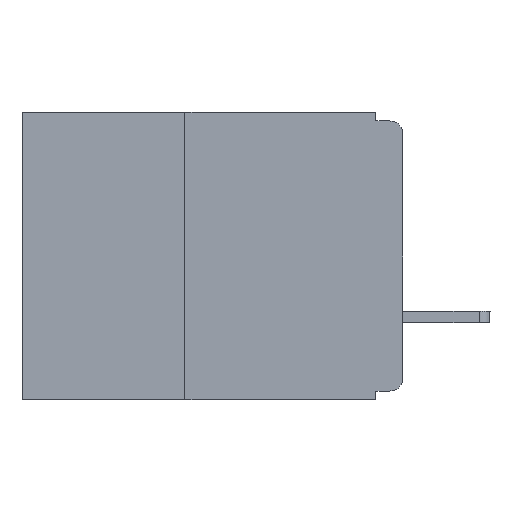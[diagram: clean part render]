
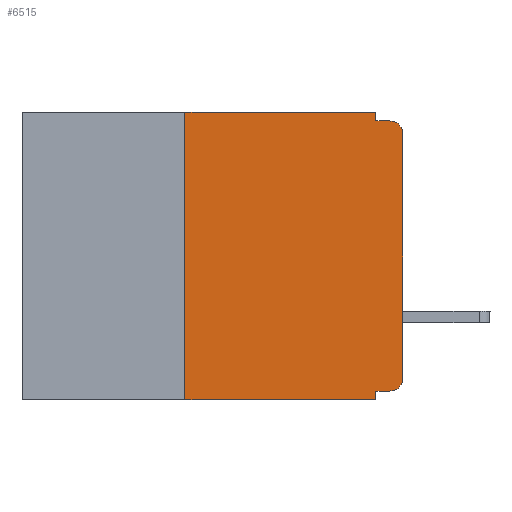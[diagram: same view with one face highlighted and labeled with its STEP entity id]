
A CAD part, left-side view. The second image highlights one B-rep face of the part: STEP entity #6515.
In plain terms, the highlighted planar face has unit normal (-1, 0, 0).
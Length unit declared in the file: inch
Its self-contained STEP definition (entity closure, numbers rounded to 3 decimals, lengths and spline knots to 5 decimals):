
#55 = DIRECTION ( 'NONE',  ( -1., 0., 0. ) ) ;
#89 = EDGE_CURVE ( 'NONE', #9947, #5635, #5188, .T. ) ;
#161 = CARTESIAN_POINT ( 'NONE',  ( 0., 0.015, -0.32 ) ) ;
#276 = DIRECTION ( 'NONE',  ( 0., -1., 0. ) ) ;
#488 = CARTESIAN_POINT ( 'NONE',  ( 0., 0., -0.305 ) ) ;
#516 = CARTESIAN_POINT ( 'NONE',  ( 0., 0.031, -0.01 ) ) ;
#701 = ORIENTED_EDGE ( 'NONE', *, *, #4820, .T. ) ;
#925 = LINE ( 'NONE', #10231, #7924 ) ;
#1298 = ORIENTED_EDGE ( 'NONE', *, *, #9178, .F. ) ;
#1736 = LINE ( 'NONE', #5912, #3188 ) ;
#1860 = DIRECTION ( 'NONE',  ( 0., 0., -1. ) ) ;
#2157 = VERTEX_POINT ( 'NONE', #3458 ) ;
#2173 = CARTESIAN_POINT ( 'NONE',  ( 0., 0.031, -0.33 ) ) ;
#2335 = ORIENTED_EDGE ( 'NONE', *, *, #8913, .F. ) ;
#2564 = VECTOR ( 'NONE', #2980, 39.37008 ) ;
#2847 = CARTESIAN_POINT ( 'NONE',  ( 0., 0.015, -0.01 ) ) ;
#2980 = DIRECTION ( 'NONE',  ( 0., -1., 0. ) ) ;
#3188 = VECTOR ( 'NONE', #6856, 39.37008 ) ;
#3269 = VECTOR ( 'NONE', #7858, 39.37008 ) ;
#3330 = VERTEX_POINT ( 'NONE', #488 ) ;
#3458 = CARTESIAN_POINT ( 'NONE',  ( 0., 0., -0.025 ) ) ;
#3482 = CARTESIAN_POINT ( 'NONE',  ( 0., 0.25, 0. ) ) ;
#3567 = ORIENTED_EDGE ( 'NONE', *, *, #9914, .F. ) ;
#3612 = PLANE ( 'NONE',  #4904 ) ;
#3659 = CARTESIAN_POINT ( 'NONE',  ( 0., 0.015, -0.305 ) ) ;
#3739 = LINE ( 'NONE', #4718, #2564 ) ;
#3794 = DIRECTION ( 'NONE',  ( 0., 0., 1. ) ) ;
#3852 = EDGE_CURVE ( 'NONE', #3330, #2157, #1736, .T. ) ;
#3855 = VECTOR ( 'NONE', #3794, 39.37008 ) ;
#4418 = EDGE_CURVE ( 'NONE', #6746, #5635, #3739, .T. ) ;
#4524 = AXIS2_PLACEMENT_3D ( 'NONE', #4584, #5554, #5518 ) ;
#4543 = DIRECTION ( 'NONE',  ( 0., 0., -1. ) ) ;
#4584 = CARTESIAN_POINT ( 'NONE',  ( 0., 0.015, -0.025 ) ) ;
#4632 = DIRECTION ( 'NONE',  ( 0., 1., 0. ) ) ;
#4718 = CARTESIAN_POINT ( 'NONE',  ( 0., 0.437, -0.33 ) ) ;
#4820 = EDGE_CURVE ( 'NONE', #9072, #3330, #10295, .T. ) ;
#4855 = VERTEX_POINT ( 'NONE', #2847 ) ;
#4904 = AXIS2_PLACEMENT_3D ( 'NONE', #9087, #10027, #4543 ) ;
#4975 = ORIENTED_EDGE ( 'NONE', *, *, #89, .F. ) ;
#5043 = CARTESIAN_POINT ( 'NONE',  ( 0., 0., -0.01 ) ) ;
#5180 = CIRCLE ( 'NONE', #4524, 0.015 ) ;
#5188 = LINE ( 'NONE', #7482, #9010 ) ;
#5505 = AXIS2_PLACEMENT_3D ( 'NONE', #3659, #55, #9216 ) ;
#5518 = DIRECTION ( 'NONE',  ( 0., 0., -1. ) ) ;
#5539 = ORIENTED_EDGE ( 'NONE', *, *, #5562, .F. ) ;
#5545 = CARTESIAN_POINT ( 'NONE',  ( 0., 0.031, 0. ) ) ;
#5554 = DIRECTION ( 'NONE',  ( -1., 0., 0. ) ) ;
#5562 = EDGE_CURVE ( 'NONE', #7357, #5781, #10874, .T. ) ;
#5615 = VECTOR ( 'NONE', #1860, 39.37008 ) ;
#5635 = VERTEX_POINT ( 'NONE', #2173 ) ;
#5736 = LINE ( 'NONE', #9396, #3855 ) ;
#5781 = VERTEX_POINT ( 'NONE', #516 ) ;
#5820 = CARTESIAN_POINT ( 'NONE',  ( 0., 0.031, 0. ) ) ;
#5912 = CARTESIAN_POINT ( 'NONE',  ( 0., 0., 0. ) ) ;
#5952 = ORIENTED_EDGE ( 'NONE', *, *, #8253, .T. ) ;
#6317 = FACE_OUTER_BOUND ( 'NONE', #9653, .T. ) ;
#6323 = ORIENTED_EDGE ( 'NONE', *, *, #4418, .T. ) ;
#6483 = ORIENTED_EDGE ( 'NONE', *, *, #7841, .F. ) ;
#6515 = ADVANCED_FACE ( 'NONE', ( #6317 ), #3612, .F. ) ;
#6746 = VERTEX_POINT ( 'NONE', #11999 ) ;
#6856 = DIRECTION ( 'NONE',  ( 0., 0., 1. ) ) ;
#6979 = ORIENTED_EDGE ( 'NONE', *, *, #3852, .T. ) ;
#7357 = VERTEX_POINT ( 'NONE', #5820 ) ;
#7482 = CARTESIAN_POINT ( 'NONE',  ( 0., 0.031, -0.33 ) ) ;
#7841 = EDGE_CURVE ( 'NONE', #5781, #4855, #9369, .T. ) ;
#7858 = DIRECTION ( 'NONE',  ( 0., -1., 0. ) ) ;
#7924 = VECTOR ( 'NONE', #4632, 39.37008 ) ;
#8253 = EDGE_CURVE ( 'NONE', #2157, #4855, #5180, .T. ) ;
#8913 = EDGE_CURVE ( 'NONE', #6746, #11189, #5736, .T. ) ;
#8985 = LINE ( 'NONE', #10728, #3269 ) ;
#9010 = VECTOR ( 'NONE', #9325, 39.37008 ) ;
#9072 = VERTEX_POINT ( 'NONE', #161 ) ;
#9087 = CARTESIAN_POINT ( 'NONE',  ( 0., 0.437, 0. ) ) ;
#9178 = EDGE_CURVE ( 'NONE', #11189, #7357, #8985, .T. ) ;
#9216 = DIRECTION ( 'NONE',  ( 0., 0., -1. ) ) ;
#9325 = DIRECTION ( 'NONE',  ( 0., 0., -1. ) ) ;
#9369 = LINE ( 'NONE', #5043, #9953 ) ;
#9396 = CARTESIAN_POINT ( 'NONE',  ( 0., 0.25, -0.33 ) ) ;
#9653 = EDGE_LOOP ( 'NONE', ( #6979, #5952, #6483, #5539, #1298, #2335, #6323, #4975, #3567, #701 ) ) ;
#9914 = EDGE_CURVE ( 'NONE', #9072, #9947, #925, .T. ) ;
#9947 = VERTEX_POINT ( 'NONE', #11151 ) ;
#9953 = VECTOR ( 'NONE', #276, 39.37008 ) ;
#10027 = DIRECTION ( 'NONE',  ( 1., 0., 0. ) ) ;
#10231 = CARTESIAN_POINT ( 'NONE',  ( 0., 0., -0.32 ) ) ;
#10295 = CIRCLE ( 'NONE', #5505, 0.015 ) ;
#10728 = CARTESIAN_POINT ( 'NONE',  ( 0., 0.437, 0. ) ) ;
#10874 = LINE ( 'NONE', #5545, #5615 ) ;
#11151 = CARTESIAN_POINT ( 'NONE',  ( 0., 0.031, -0.32 ) ) ;
#11189 = VERTEX_POINT ( 'NONE', #3482 ) ;
#11999 = CARTESIAN_POINT ( 'NONE',  ( 0., 0.25, -0.33 ) ) ;
